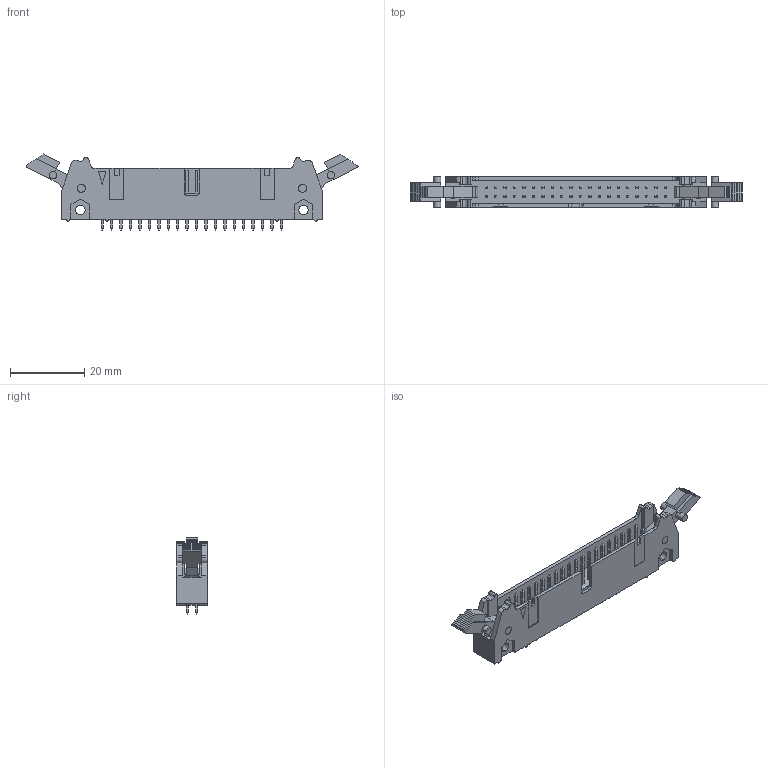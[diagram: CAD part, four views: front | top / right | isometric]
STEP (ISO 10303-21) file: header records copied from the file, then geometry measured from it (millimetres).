
FILE_DESCRIPTION (( 'STEP AP214' ), '1' );
FILE_NAME ('User Library-Header-IDC20x2-LongLevers.STEP', '2020-04-21T09:49:10', ( '' ), ( '' ), 'SwSTEP 2.0', 'SolidWorks 2019', '' );
FILE_SCHEMA (( 'AUTOMOTIVE_DESIGN' ));
Length unit declared in the file: millimetre
Products named in the file (1): User Library-Header-IDC20x2-LongLevers
Bounding box: 89.38 x 8.13 x 20.47 mm (x, y, z)
Surface area: 6136 mm2 (no closed solid volume)
Topology: 0 solids, 5 shells, 903 faces, 2273 edges, 1410 vertices
Faces by surface type: plane 835, cylinder 68
Entity records: 36107 total; most frequent: CARTESIAN_POINT 4623, ORIENTED_EDGE 4338, DIRECTION 4243, EDGE_CURVE 2273, VECTOR 2103, LINE 2103, VERTEX_POINT 1410, AXIS2_PLACEMENT_3D 1070
